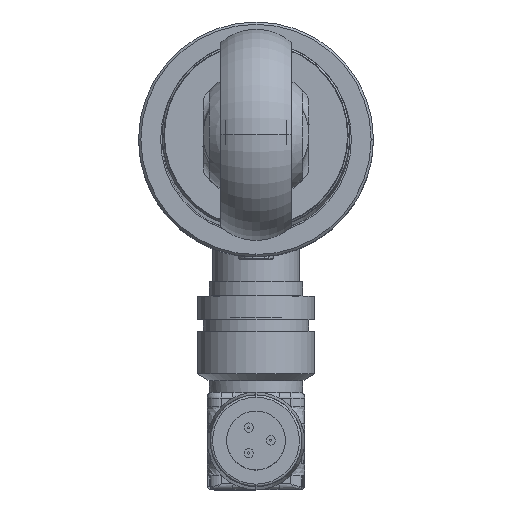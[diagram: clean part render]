
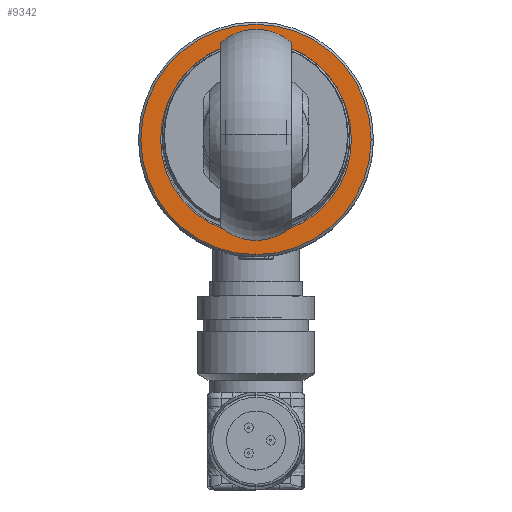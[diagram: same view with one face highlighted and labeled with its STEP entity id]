
A CAD part, top view. The second image highlights one B-rep face of the part: STEP entity #9342.
In plain terms, the highlighted planar face has unit normal (0, 0, 1).
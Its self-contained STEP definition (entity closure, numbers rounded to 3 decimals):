
#3617 = DIRECTION ( 'NONE',  ( -1., 0., 0. ) ) ;
#3618 = DIRECTION ( 'NONE',  ( 0., 0., 1. ) ) ;
#3620 = CARTESIAN_POINT ( 'NONE',  ( 0., 0., -192.2 ) ) ;
#3621 = AXIS2_PLACEMENT_3D ( 'NONE', #3620, #3618, #3617 ) ;
#3627 = CIRCLE ( 'NONE', #3621, 8.125 ) ;
#3641 = FACE_OUTER_BOUND ( 'NONE', #9321, .T. ) ;
#3665 = PLANE ( 'NONE',  #3704 ) ;
#3701 = DIRECTION ( 'NONE',  ( -1., 0., 0. ) ) ;
#3702 = DIRECTION ( 'NONE',  ( 0., 0., 1. ) ) ;
#3703 = CARTESIAN_POINT ( 'NONE',  ( 0., 0., -192.2 ) ) ;
#3704 = AXIS2_PLACEMENT_3D ( 'NONE', #3703, #3702, #3701 ) ;
#3725 = FACE_BOUND ( 'NONE', #9305, .T. ) ;
#8065 = VERTEX_POINT ( 'NONE', #19296 ) ;
#8066 = VERTEX_POINT ( 'NONE', #19359 ) ;
#8097 = EDGE_CURVE ( 'NONE', #8065, #8066, #19499, .T. ) ;
#8144 = VERTEX_POINT ( 'NONE', #19708 ) ;
#8145 = VERTEX_POINT ( 'NONE', #19702 ) ;
#8149 = EDGE_CURVE ( 'NONE', #8145, #8144, #19697, .T. ) ;
#8164 = EDGE_CURVE ( 'NONE', #8066, #8065, #19777, .T. ) ;
#8234 = ORIENTED_EDGE ( 'NONE', *, *, #8164, .T. ) ;
#9305 = EDGE_LOOP ( 'NONE', ( #9327, #9341 ) ) ;
#9307 = EDGE_CURVE ( 'NONE', #8144, #8145, #3627, .T. ) ;
#9321 = EDGE_LOOP ( 'NONE', ( #8234, #9340 ) ) ;
#9327 = ORIENTED_EDGE ( 'NONE', *, *, #9307, .F. ) ;
#9340 = ORIENTED_EDGE ( 'NONE', *, *, #8097, .T. ) ;
#9341 = ORIENTED_EDGE ( 'NONE', *, *, #8149, .F. ) ;
#9342 = ADVANCED_FACE ( 'NONE', ( #3641, #3725 ), #3665, .T. ) ;
#19296 = CARTESIAN_POINT ( 'NONE',  ( -9.8, 0., -192.2 ) ) ;
#19359 = CARTESIAN_POINT ( 'NONE',  ( 9.8, 0., -192.2 ) ) ;
#19461 = CARTESIAN_POINT ( 'NONE',  ( 0., 0., -192.2 ) ) ;
#19466 = DIRECTION ( 'NONE',  ( 0., 0., 1. ) ) ;
#19495 = AXIS2_PLACEMENT_3D ( 'NONE', #19461, #19466, #19563 ) ;
#19499 = CIRCLE ( 'NONE', #19495, 9.8 ) ;
#19563 = DIRECTION ( 'NONE',  ( -1., 0., 0. ) ) ;
#19688 = DIRECTION ( 'NONE',  ( -1., 0., 0. ) ) ;
#19689 = DIRECTION ( 'NONE',  ( 0., 0., 1. ) ) ;
#19690 = CARTESIAN_POINT ( 'NONE',  ( 0., 0., -192.2 ) ) ;
#19691 = AXIS2_PLACEMENT_3D ( 'NONE', #19690, #19689, #19688 ) ;
#19697 = CIRCLE ( 'NONE', #19691, 8.125 ) ;
#19702 = CARTESIAN_POINT ( 'NONE',  ( 8.125, 0., -192.2 ) ) ;
#19708 = CARTESIAN_POINT ( 'NONE',  ( -8.125, 0., -192.2 ) ) ;
#19773 = DIRECTION ( 'NONE',  ( -1., 0., 0. ) ) ;
#19774 = DIRECTION ( 'NONE',  ( 0., 0., 1. ) ) ;
#19775 = CARTESIAN_POINT ( 'NONE',  ( 0., 0., -192.2 ) ) ;
#19776 = AXIS2_PLACEMENT_3D ( 'NONE', #19775, #19774, #19773 ) ;
#19777 = CIRCLE ( 'NONE', #19776, 9.8 ) ;
